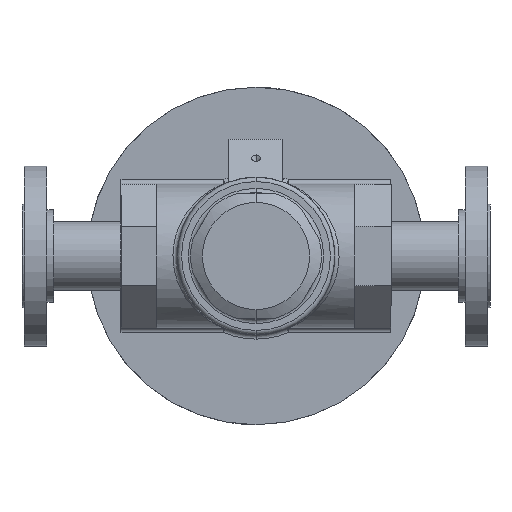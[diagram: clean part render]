
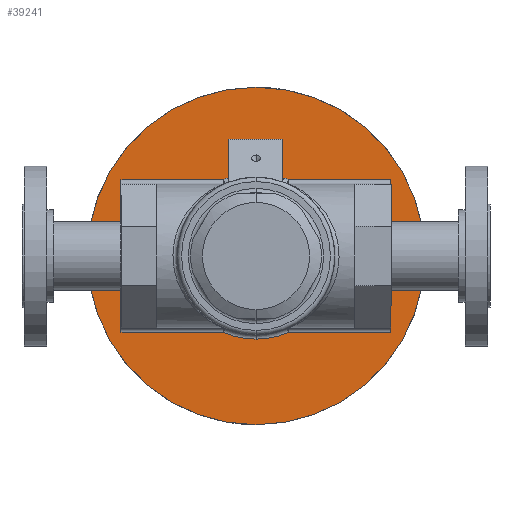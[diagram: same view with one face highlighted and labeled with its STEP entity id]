
A CAD part, front view. The second image highlights one B-rep face of the part: STEP entity #39241.
In plain terms, the highlighted planar face has unit normal (0, -1, 0).
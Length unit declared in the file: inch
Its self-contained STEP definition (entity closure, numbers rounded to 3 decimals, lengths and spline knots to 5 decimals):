
#148 = VERTEX_POINT ( 'NONE', #4716 ) ;
#231 = CARTESIAN_POINT ( 'NONE',  ( 0., 1.47, 0. ) ) ;
#736 = DIRECTION ( 'NONE',  ( 0., 0., -1. ) ) ;
#1276 = VERTEX_POINT ( 'NONE', #34003 ) ;
#1498 = EDGE_CURVE ( 'NONE', #37203, #33152, #15098, .T. ) ;
#1669 = CARTESIAN_POINT ( 'NONE',  ( 0., 1.47, 0. ) ) ;
#2118 = DIRECTION ( 'NONE',  ( 0., 1., 0. ) ) ;
#2401 = ORIENTED_EDGE ( 'NONE', *, *, #15156, .F. ) ;
#2624 = VERTEX_POINT ( 'NONE', #9039 ) ;
#2885 = DIRECTION ( 'NONE',  ( 0., -1., 0. ) ) ;
#3274 = VERTEX_POINT ( 'NONE', #28206 ) ;
#3336 = VECTOR ( 'NONE', #35063, 39.37008 ) ;
#3387 = VERTEX_POINT ( 'NONE', #42052 ) ;
#3565 = DIRECTION ( 'NONE',  ( 0., 0., -1. ) ) ;
#3811 = ORIENTED_EDGE ( 'NONE', *, *, #34705, .F. ) ;
#3872 = CARTESIAN_POINT ( 'NONE',  ( 0.75, 1.47, 2.06327 ) ) ;
#4542 = DIRECTION ( 'NONE',  ( -1., 0., 0. ) ) ;
#4716 = CARTESIAN_POINT ( 'NONE',  ( -0.75, 1.47, 2.18221 ) ) ;
#5019 = DIRECTION ( 'NONE',  ( 0., 0., -1. ) ) ;
#5048 = EDGE_CURVE ( 'NONE', #3387, #8539, #7267, .T. ) ;
#6982 = AXIS2_PLACEMENT_3D ( 'NONE', #39833, #19810, #43172 ) ;
#7035 = EDGE_CURVE ( 'NONE', #17575, #28735, #31209, .T. ) ;
#7253 = CARTESIAN_POINT ( 'NONE',  ( -0.75, 1.47, 2.06327 ) ) ;
#7267 = LINE ( 'NONE', #17368, #28684 ) ;
#8154 = CIRCLE ( 'NONE', #6982, 2.3075 ) ;
#8539 = VERTEX_POINT ( 'NONE', #32696 ) ;
#8943 = EDGE_CURVE ( 'NONE', #1276, #27427, #32620, .T. ) ;
#9039 = CARTESIAN_POINT ( 'NONE',  ( -0.91113, 1.47, 2.12 ) ) ;
#9456 = EDGE_CURVE ( 'NONE', #148, #42977, #16349, .T. ) ;
#10532 = CARTESIAN_POINT ( 'NONE',  ( -0.75, 1.47, 3.24816 ) ) ;
#11209 = EDGE_CURVE ( 'NONE', #3274, #42985, #29925, .T. ) ;
#12055 = AXIS2_PLACEMENT_3D ( 'NONE', #231, #23522, #3565 ) ;
#12244 = FACE_OUTER_BOUND ( 'NONE', #24022, .T. ) ;
#13229 = LINE ( 'NONE', #28208, #3336 ) ;
#13472 = DIRECTION ( 'NONE',  ( 0., 0., 1. ) ) ;
#13582 = ORIENTED_EDGE ( 'NONE', *, *, #30267, .F. ) ;
#13789 = CIRCLE ( 'NONE', #18967, 2.3075 ) ;
#14339 = LINE ( 'NONE', #29685, #22190 ) ;
#14624 = ORIENTED_EDGE ( 'NONE', *, *, #23667, .T. ) ;
#14654 = VECTOR ( 'NONE', #13472, 39.37008 ) ;
#15098 = LINE ( 'NONE', #34582, #20820 ) ;
#15156 = EDGE_CURVE ( 'NONE', #17575, #22940, #25684, .T. ) ;
#15256 = EDGE_CURVE ( 'NONE', #42985, #3274, #40269, .T. ) ;
#15668 = CARTESIAN_POINT ( 'NONE',  ( 4.8215, 1.47, 2.12 ) ) ;
#16349 = LINE ( 'NONE', #7253, #33117 ) ;
#17197 = ORIENTED_EDGE ( 'NONE', *, *, #9456, .T. ) ;
#17322 = CARTESIAN_POINT ( 'NONE',  ( 4.8215, 1.47, 0. ) ) ;
#17368 = CARTESIAN_POINT ( 'NONE',  ( -3.75, 1.47, -2.15 ) ) ;
#17575 = VERTEX_POINT ( 'NONE', #18119 ) ;
#17927 = CARTESIAN_POINT ( 'NONE',  ( 0.75, 1.47, 3.24816 ) ) ;
#18119 = CARTESIAN_POINT ( 'NONE',  ( 0.91113, 1.47, 2.12 ) ) ;
#18967 = AXIS2_PLACEMENT_3D ( 'NONE', #1669, #24963, #5019 ) ;
#18969 = ORIENTED_EDGE ( 'NONE', *, *, #8943, .F. ) ;
#19502 = LINE ( 'NONE', #3872, #36275 ) ;
#19613 = DIRECTION ( 'NONE',  ( 0., -1., 0. ) ) ;
#19810 = DIRECTION ( 'NONE',  ( 0., -1., 0. ) ) ;
#20035 = FACE_BOUND ( 'NONE', #39890, .T. ) ;
#20677 = DIRECTION ( 'NONE',  ( 0., -1., 0. ) ) ;
#20682 = ORIENTED_EDGE ( 'NONE', *, *, #5048, .T. ) ;
#20820 = VECTOR ( 'NONE', #27878, 39.37008 ) ;
#22011 = ORIENTED_EDGE ( 'NONE', *, *, #22024, .T. ) ;
#22024 = EDGE_CURVE ( 'NONE', #8539, #2624, #14339, .T. ) ;
#22071 = CARTESIAN_POINT ( 'NONE',  ( 0., 1.47, 0. ) ) ;
#22190 = VECTOR ( 'NONE', #33053, 39.37008 ) ;
#22688 = EDGE_CURVE ( 'NONE', #27427, #33152, #13789, .T. ) ;
#22824 = CARTESIAN_POINT ( 'NONE',  ( 0., 1.47, 0. ) ) ;
#22940 = VERTEX_POINT ( 'NONE', #32457 ) ;
#22997 = ORIENTED_EDGE ( 'NONE', *, *, #7035, .T. ) ;
#23156 = EDGE_CURVE ( 'NONE', #148, #2624, #8154, .T. ) ;
#23339 = VECTOR ( 'NONE', #39026, 39.37008 ) ;
#23522 = DIRECTION ( 'NONE',  ( 0., 1., 0. ) ) ;
#23667 = EDGE_CURVE ( 'NONE', #1276, #3387, #13229, .T. ) ;
#24022 = EDGE_LOOP ( 'NONE', ( #34488, #42824 ) ) ;
#24963 = DIRECTION ( 'NONE',  ( 0., -1., 0. ) ) ;
#25111 = AXIS2_PLACEMENT_3D ( 'NONE', #17322, #20677, #736 ) ;
#25114 = ORIENTED_EDGE ( 'NONE', *, *, #1498, .T. ) ;
#25425 = DIRECTION ( 'NONE',  ( 0., 0., -1. ) ) ;
#25684 = CIRCLE ( 'NONE', #34828, 2.3075 ) ;
#26193 = DIRECTION ( 'NONE',  ( 0., 0., -1. ) ) ;
#26461 = VECTOR ( 'NONE', #4542, 39.37008 ) ;
#26573 = CARTESIAN_POINT ( 'NONE',  ( 3.75, 1.47, -2.12 ) ) ;
#27176 = CARTESIAN_POINT ( 'NONE',  ( 0., 1.47, 4.6875 ) ) ;
#27427 = VERTEX_POINT ( 'NONE', #43163 ) ;
#27471 = DIRECTION ( 'NONE',  ( 0., 0., 1. ) ) ;
#27878 = DIRECTION ( 'NONE',  ( -1., 0., 0. ) ) ;
#28206 = CARTESIAN_POINT ( 'NONE',  ( 0., 1.47, -4.6875 ) ) ;
#28208 = CARTESIAN_POINT ( 'NONE',  ( 4.8215, 1.47, -2.12 ) ) ;
#28684 = VECTOR ( 'NONE', #27471, 39.37008 ) ;
#28735 = VERTEX_POINT ( 'NONE', #41673 ) ;
#29685 = CARTESIAN_POINT ( 'NONE',  ( 4.8215, 1.47, 2.12 ) ) ;
#29925 = CIRCLE ( 'NONE', #12055, 4.6875 ) ;
#30267 = EDGE_CURVE ( 'NONE', #37203, #28735, #32479, .T. ) ;
#31209 = LINE ( 'NONE', #15668, #23339 ) ;
#32070 = ORIENTED_EDGE ( 'NONE', *, *, #22688, .F. ) ;
#32457 = CARTESIAN_POINT ( 'NONE',  ( 0.75, 1.47, 2.18221 ) ) ;
#32479 = LINE ( 'NONE', #33501, #14654 ) ;
#32620 = CIRCLE ( 'NONE', #36376, 2.3075 ) ;
#32696 = CARTESIAN_POINT ( 'NONE',  ( -3.75, 1.47, 2.12 ) ) ;
#33053 = DIRECTION ( 'NONE',  ( 1., 0., 0. ) ) ;
#33117 = VECTOR ( 'NONE', #34242, 39.37008 ) ;
#33152 = VERTEX_POINT ( 'NONE', #40684 ) ;
#33501 = CARTESIAN_POINT ( 'NONE',  ( 3.75, 1.47, -2.15 ) ) ;
#33986 = PLANE ( 'NONE',  #25111 ) ;
#34003 = CARTESIAN_POINT ( 'NONE',  ( -0.91113, 1.47, -2.12 ) ) ;
#34061 = DIRECTION ( 'NONE',  ( 0., 0., 1. ) ) ;
#34242 = DIRECTION ( 'NONE',  ( 0., 0., 1. ) ) ;
#34353 = ORIENTED_EDGE ( 'NONE', *, *, #42222, .F. ) ;
#34488 = ORIENTED_EDGE ( 'NONE', *, *, #11209, .F. ) ;
#34582 = CARTESIAN_POINT ( 'NONE',  ( 4.8215, 1.47, -2.12 ) ) ;
#34705 = EDGE_CURVE ( 'NONE', #42405, #42977, #36418, .T. ) ;
#34828 = AXIS2_PLACEMENT_3D ( 'NONE', #22824, #2885, #26193 ) ;
#35063 = DIRECTION ( 'NONE',  ( -1., 0., 0. ) ) ;
#36275 = VECTOR ( 'NONE', #34061, 39.37008 ) ;
#36376 = AXIS2_PLACEMENT_3D ( 'NONE', #39632, #19613, #42987 ) ;
#36418 = LINE ( 'NONE', #17927, #26461 ) ;
#37203 = VERTEX_POINT ( 'NONE', #26573 ) ;
#38308 = CARTESIAN_POINT ( 'NONE',  ( 0.75, 1.47, 3.24816 ) ) ;
#39026 = DIRECTION ( 'NONE',  ( 1., 0., 0. ) ) ;
#39179 = ORIENTED_EDGE ( 'NONE', *, *, #23156, .F. ) ;
#39241 = ADVANCED_FACE ( 'NONE', ( #20035, #12244 ), #33986, .T. ) ;
#39632 = CARTESIAN_POINT ( 'NONE',  ( 0., 1.47, 0. ) ) ;
#39833 = CARTESIAN_POINT ( 'NONE',  ( 0., 1.47, 0. ) ) ;
#39890 = EDGE_LOOP ( 'NONE', ( #22997, #13582, #25114, #32070, #18969, #14624, #20682, #22011, #39179, #17197, #3811, #34353, #2401 ) ) ;
#40269 = CIRCLE ( 'NONE', #41529, 4.6875 ) ;
#40684 = CARTESIAN_POINT ( 'NONE',  ( 0.91113, 1.47, -2.12 ) ) ;
#41529 = AXIS2_PLACEMENT_3D ( 'NONE', #22071, #2118, #25425 ) ;
#41673 = CARTESIAN_POINT ( 'NONE',  ( 3.75, 1.47, 2.12 ) ) ;
#42052 = CARTESIAN_POINT ( 'NONE',  ( -3.75, 1.47, -2.12 ) ) ;
#42222 = EDGE_CURVE ( 'NONE', #22940, #42405, #19502, .T. ) ;
#42405 = VERTEX_POINT ( 'NONE', #38308 ) ;
#42824 = ORIENTED_EDGE ( 'NONE', *, *, #15256, .F. ) ;
#42977 = VERTEX_POINT ( 'NONE', #10532 ) ;
#42985 = VERTEX_POINT ( 'NONE', #27176 ) ;
#42987 = DIRECTION ( 'NONE',  ( 0., 0., -1. ) ) ;
#43163 = CARTESIAN_POINT ( 'NONE',  ( 0., 1.47, -2.3075 ) ) ;
#43172 = DIRECTION ( 'NONE',  ( 0., 0., -1. ) ) ;
